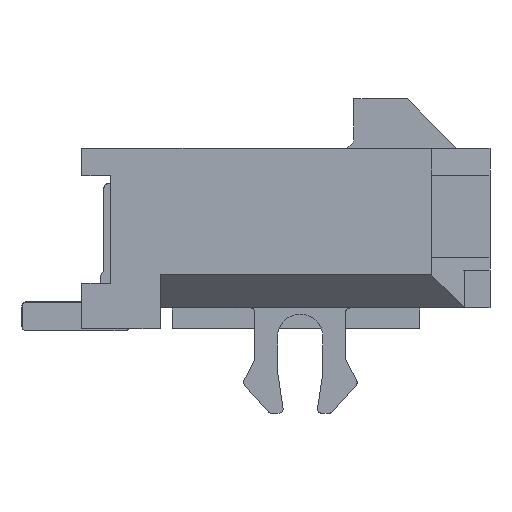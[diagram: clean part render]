
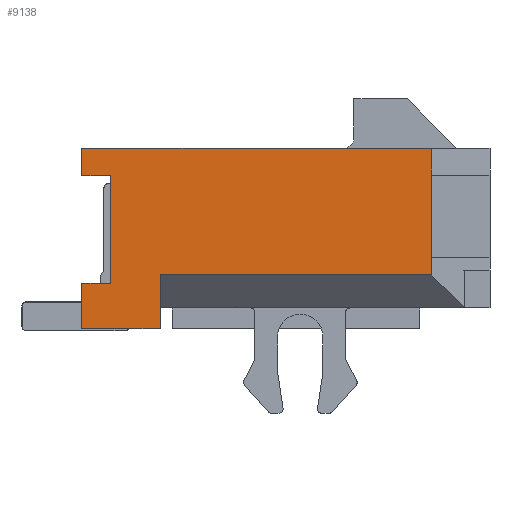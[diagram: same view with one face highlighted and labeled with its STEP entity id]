
A CAD part, front view. The second image highlights one B-rep face of the part: STEP entity #9138.
In plain terms, the highlighted face is planar.
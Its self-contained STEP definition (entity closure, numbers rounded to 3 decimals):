
#921=ORIENTED_EDGE('',*,*,#2697,.T.);
#922=ORIENTED_EDGE('',*,*,#2678,.T.);
#923=ORIENTED_EDGE('',*,*,#2716,.F.);
#924=ORIENTED_EDGE('',*,*,#2564,.T.);
#925=ORIENTED_EDGE('',*,*,#2666,.F.);
#926=ORIENTED_EDGE('',*,*,#2623,.F.);
#927=ORIENTED_EDGE('',*,*,#2656,.F.);
#928=ORIENTED_EDGE('',*,*,#2717,.T.);
#929=ORIENTED_EDGE('',*,*,#2695,.T.);
#930=ORIENTED_EDGE('',*,*,#2573,.T.);
#931=ORIENTED_EDGE('',*,*,#2576,.T.);
#932=ORIENTED_EDGE('',*,*,#2579,.T.);
#2564=EDGE_CURVE('',#3484,#3487,#4161,.T.);
#2573=EDGE_CURVE('',#3492,#3495,#4170,.T.);
#2576=EDGE_CURVE('',#3495,#3497,#4173,.T.);
#2579=EDGE_CURVE('',#3497,#3499,#4176,.T.);
#2623=EDGE_CURVE('',#3528,#3529,#4220,.T.);
#2656=EDGE_CURVE('',#3549,#3528,#4249,.T.);
#2666=EDGE_CURVE('',#3529,#3487,#4259,.T.);
#2678=EDGE_CURVE('',#3562,#3563,#4271,.T.);
#2695=EDGE_CURVE('',#3572,#3492,#4288,.T.);
#2697=EDGE_CURVE('',#3499,#3562,#4290,.T.);
#2716=EDGE_CURVE('',#3484,#3563,#4309,.T.);
#2717=EDGE_CURVE('',#3549,#3572,#4310,.T.);
#3484=VERTEX_POINT('',#12423);
#3487=VERTEX_POINT('',#12429);
#3492=VERTEX_POINT('',#12443);
#3495=VERTEX_POINT('',#12448);
#3497=VERTEX_POINT('',#12454);
#3499=VERTEX_POINT('',#12460);
#3528=VERTEX_POINT('',#12550);
#3529=VERTEX_POINT('',#12552);
#3549=VERTEX_POINT('',#12618);
#3562=VERTEX_POINT('',#12660);
#3563=VERTEX_POINT('',#12661);
#3572=VERTEX_POINT('',#12691);
#4161=LINE('',#12430,#5003);
#4170=LINE('',#12449,#5012);
#4173=LINE('',#12455,#5015);
#4176=LINE('',#12461,#5018);
#4220=LINE('',#12551,#5062);
#4249=LINE('',#12617,#5091);
#4259=LINE('',#12636,#5101);
#4271=LINE('',#12659,#5113);
#4288=LINE('',#12690,#5130);
#4290=LINE('',#12694,#5132);
#4309=LINE('',#12732,#5151);
#4310=LINE('',#12733,#5152);
#5003=VECTOR('',#10410,1000.);
#5012=VECTOR('',#10423,1000.);
#5015=VECTOR('',#10428,1000.);
#5018=VECTOR('',#10433,1000.);
#5062=VECTOR('',#10511,1000.);
#5091=VECTOR('',#10574,1000.);
#5101=VECTOR('',#10592,1000.);
#5113=VECTOR('',#10610,1000.);
#5130=VECTOR('',#10635,1000.);
#5132=VECTOR('',#10639,1000.);
#5151=VECTOR('',#10666,1000.);
#5152=VECTOR('',#10667,1000.);
#5653=EDGE_LOOP('',(#921,#922,#923,#924,#925,#926,#927,#928,#929,#930,#931,
#932));
#6019=FACE_BOUND('',#5653,.T.);
#6382=PLANE('',#9531);
#9138=ADVANCED_FACE('',(#6019),#6382,.T.);
#9531=AXIS2_PLACEMENT_3D('',#12731,#10664,#10665);
#10410=DIRECTION('',(0.,-1.,0.));
#10423=DIRECTION('',(0.,-1.,0.));
#10428=DIRECTION('',(0.,0.,-1.));
#10433=DIRECTION('',(0.,1.,0.));
#10511=DIRECTION('',(0.,0.,-1.));
#10574=DIRECTION('',(0.,0.,-1.));
#10592=DIRECTION('',(0.,0.,-1.));
#10610=DIRECTION('',(0.,-1.,0.));
#10635=DIRECTION('',(0.,0.,-1.));
#10639=DIRECTION('',(0.,0.,-1.));
#10664=DIRECTION('',(-1.,0.,0.));
#10665=DIRECTION('',(0.,0.,1.));
#10666=DIRECTION('',(0.,0.,-1.));
#10667=DIRECTION('',(0.,1.,0.));
#12423=CARTESIAN_POINT('',(-6.325,3.05,-0.885));
#12429=CARTESIAN_POINT('',(-6.325,-3.536,-0.885));
#12430=CARTESIAN_POINT('',(-6.325,0.,-0.885));
#12443=CARTESIAN_POINT('',(-6.325,4.95,1.515));
#12448=CARTESIAN_POINT('',(-6.325,4.25,1.515));
#12449=CARTESIAN_POINT('',(-6.325,0.,1.515));
#12454=CARTESIAN_POINT('',(-6.325,4.25,-1.085));
#12455=CARTESIAN_POINT('',(-6.325,4.25,0.));
#12460=CARTESIAN_POINT('',(-6.325,4.95,-1.085));
#12461=CARTESIAN_POINT('',(-6.325,0.,-1.085));
#12550=CARTESIAN_POINT('',(-6.325,-3.536,1.535));
#12551=CARTESIAN_POINT('',(-6.325,-3.536,1.535));
#12552=CARTESIAN_POINT('',(-6.325,-3.536,-0.465));
#12617=CARTESIAN_POINT('',(-6.325,-3.536,0.));
#12618=CARTESIAN_POINT('',(-6.325,-3.536,2.185));
#12636=CARTESIAN_POINT('',(-6.325,-3.536,0.));
#12659=CARTESIAN_POINT('',(-6.325,4.95,-2.185));
#12660=CARTESIAN_POINT('',(-6.325,4.95,-2.185));
#12661=CARTESIAN_POINT('',(-6.325,3.05,-2.185));
#12690=CARTESIAN_POINT('',(-6.325,4.95,2.185));
#12691=CARTESIAN_POINT('',(-6.325,4.95,2.185));
#12694=CARTESIAN_POINT('',(-6.325,4.95,2.185));
#12731=CARTESIAN_POINT('',(-6.325,0.,0.));
#12732=CARTESIAN_POINT('',(-6.325,3.05,-1.685));
#12733=CARTESIAN_POINT('',(-6.325,-4.95,2.185));
